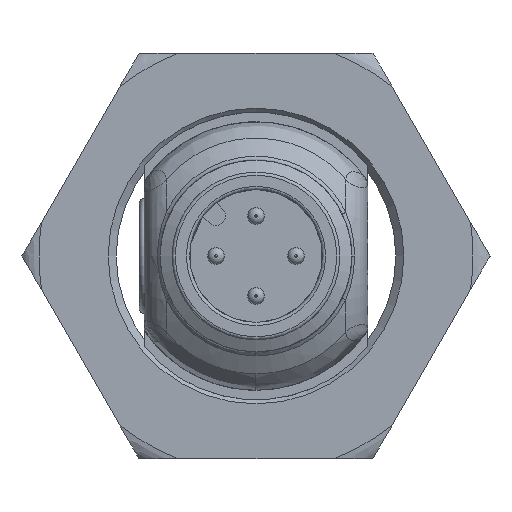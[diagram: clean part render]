
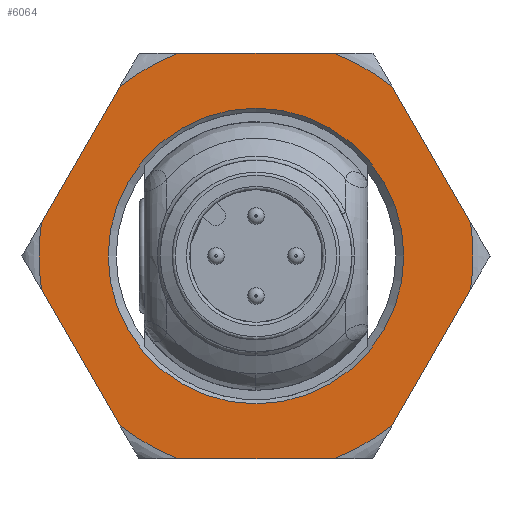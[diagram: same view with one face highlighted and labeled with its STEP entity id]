
A CAD part, left-side view. The second image highlights one B-rep face of the part: STEP entity #6064.
In plain terms, the highlighted planar face has unit normal (-1, 0, 0).
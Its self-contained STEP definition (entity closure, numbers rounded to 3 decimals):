
#136 = CARTESIAN_POINT ( 'NONE',  ( 5.955, 0., 12.68 ) ) ;
#181 = DIRECTION ( 'NONE',  ( 0., 0.5, -0.866 ) ) ;
#184 = CARTESIAN_POINT ( 'NONE',  ( 5.955, -10.981, -6.34 ) ) ;
#210 = CARTESIAN_POINT ( 'NONE',  ( 5.955, 0., 0. ) ) ;
#223 = CARTESIAN_POINT ( 'NONE',  ( 5.955, 0., -12.68 ) ) ;
#682 = VERTEX_POINT ( 'NONE', #6857 ) ;
#709 = DIRECTION ( 'NONE',  ( 0., 1., 0. ) ) ;
#776 = VERTEX_POINT ( 'NONE', #2962 ) ;
#906 = CARTESIAN_POINT ( 'NONE',  ( 5.955, 4.887, 12.68 ) ) ;
#913 = DIRECTION ( 'NONE',  ( -1., 0., 0. ) ) ;
#935 = CARTESIAN_POINT ( 'NONE',  ( 5.955, -10.981, 6.34 ) ) ;
#968 = DIRECTION ( 'NONE',  ( -1., 0., 0. ) ) ;
#1063 = EDGE_CURVE ( 'NONE', #5415, #1777, #4849, .T. ) ;
#1114 = DIRECTION ( 'NONE',  ( 0., -0.5, -0.866 ) ) ;
#1240 = CARTESIAN_POINT ( 'NONE',  ( 5.955, 10.981, 6.34 ) ) ;
#1311 = VERTEX_POINT ( 'NONE', #4003 ) ;
#1424 = EDGE_CURVE ( 'NONE', #4917, #3418, #7187, .T. ) ;
#1465 = VERTEX_POINT ( 'NONE', #7013 ) ;
#1512 = AXIS2_PLACEMENT_3D ( 'NONE', #3272, #5629, #6461 ) ;
#1515 = LINE ( 'NONE', #935, #4852 ) ;
#1633 = EDGE_CURVE ( 'NONE', #1311, #3455, #5722, .T. ) ;
#1699 = ORIENTED_EDGE ( 'NONE', *, *, #6208, .T. ) ;
#1728 = CARTESIAN_POINT ( 'NONE',  ( 5.955, 10.981, -6.34 ) ) ;
#1777 = VERTEX_POINT ( 'NONE', #6552 ) ;
#1783 = PLANE ( 'NONE',  #4431 ) ;
#1912 = ORIENTED_EDGE ( 'NONE', *, *, #1424, .T. ) ;
#1960 = EDGE_CURVE ( 'NONE', #1465, #1311, #1515, .T. ) ;
#2058 = DIRECTION ( 'NONE',  ( -1., 0., 0. ) ) ;
#2156 = VERTEX_POINT ( 'NONE', #4523 ) ;
#2216 = VECTOR ( 'NONE', #6711, 1000. ) ;
#2301 = CARTESIAN_POINT ( 'NONE',  ( 5.955, -8.538, -10.573 ) ) ;
#2356 = EDGE_CURVE ( 'NONE', #776, #2512, #2493, .T. ) ;
#2361 = DIRECTION ( 'NONE',  ( 0., 0., 1. ) ) ;
#2467 = DIRECTION ( 'NONE',  ( 0., -1., 0. ) ) ;
#2472 = ORIENTED_EDGE ( 'NONE', *, *, #7609, .T. ) ;
#2493 = CIRCLE ( 'NONE', #1512, 13.589 ) ;
#2512 = VERTEX_POINT ( 'NONE', #2301 ) ;
#2519 = ORIENTED_EDGE ( 'NONE', *, *, #1063, .T. ) ;
#2564 = DIRECTION ( 'NONE',  ( 1., 0., 0. ) ) ;
#2699 = ORIENTED_EDGE ( 'NONE', *, *, #1633, .T. ) ;
#2726 = CIRCLE ( 'NONE', #4828, 13.589 ) ;
#2785 = AXIS2_PLACEMENT_3D ( 'NONE', #3632, #2058, #3664 ) ;
#2802 = CARTESIAN_POINT ( 'NONE',  ( 5.955, 0., 0. ) ) ;
#2808 = DIRECTION ( 'NONE',  ( 0., 0., 1. ) ) ;
#2896 = EDGE_LOOP ( 'NONE', ( #5416, #1912, #3228, #3141, #2519, #1699, #2472, #5451, #7112, #5466, #4841, #2699 ) ) ;
#2957 = EDGE_CURVE ( 'NONE', #2512, #682, #3782, .T. ) ;
#2962 = CARTESIAN_POINT ( 'NONE',  ( 5.955, -4.887, -12.68 ) ) ;
#3004 = CARTESIAN_POINT ( 'NONE',  ( 5.955, 4.887, -12.68 ) ) ;
#3124 = LINE ( 'NONE', #223, #3655 ) ;
#3141 = ORIENTED_EDGE ( 'NONE', *, *, #5273, .T. ) ;
#3228 = ORIENTED_EDGE ( 'NONE', *, *, #5541, .T. ) ;
#3231 = DIRECTION ( 'NONE',  ( 0., 0., 1. ) ) ;
#3272 = CARTESIAN_POINT ( 'NONE',  ( 5.955, 0., 0. ) ) ;
#3418 = VERTEX_POINT ( 'NONE', #5903 ) ;
#3455 = VERTEX_POINT ( 'NONE', #6407 ) ;
#3496 = DIRECTION ( 'NONE',  ( 0., 0., 1. ) ) ;
#3632 = CARTESIAN_POINT ( 'NONE',  ( 5.955, 0., 0. ) ) ;
#3655 = VECTOR ( 'NONE', #2467, 1000. ) ;
#3656 = LINE ( 'NONE', #136, #6564 ) ;
#3664 = DIRECTION ( 'NONE',  ( 0., 0., 1. ) ) ;
#3702 = VECTOR ( 'NONE', #181, 1000. ) ;
#3782 = LINE ( 'NONE', #184, #2216 ) ;
#3903 = AXIS2_PLACEMENT_3D ( 'NONE', #6297, #913, #3231 ) ;
#3976 = AXIS2_PLACEMENT_3D ( 'NONE', #210, #2564, #4352 ) ;
#4003 = CARTESIAN_POINT ( 'NONE',  ( 5.955, -8.538, 10.573 ) ) ;
#4126 = VECTOR ( 'NONE', #1114, 1000. ) ;
#4134 = AXIS2_PLACEMENT_3D ( 'NONE', #2802, #5782, #4541 ) ;
#4233 = AXIS2_PLACEMENT_3D ( 'NONE', #6846, #968, #3496 ) ;
#4352 = DIRECTION ( 'NONE',  ( 0., 0., -1. ) ) ;
#4431 = AXIS2_PLACEMENT_3D ( 'NONE', #7008, #5243, #2361 ) ;
#4523 = CARTESIAN_POINT ( 'NONE',  ( 5.955, 0., -9.25 ) ) ;
#4541 = DIRECTION ( 'NONE',  ( 0., 0., 1. ) ) ;
#4581 = VERTEX_POINT ( 'NONE', #3004 ) ;
#4670 = CARTESIAN_POINT ( 'NONE',  ( 5.955, 0., 0. ) ) ;
#4709 = CIRCLE ( 'NONE', #3903, 13.589 ) ;
#4828 = AXIS2_PLACEMENT_3D ( 'NONE', #4670, #5291, #2808 ) ;
#4841 = ORIENTED_EDGE ( 'NONE', *, *, #1960, .T. ) ;
#4849 = LINE ( 'NONE', #1728, #4126 ) ;
#4852 = VECTOR ( 'NONE', #6277, 1000. ) ;
#4872 = EDGE_CURVE ( 'NONE', #3455, #4917, #3656, .T. ) ;
#4917 = VERTEX_POINT ( 'NONE', #906 ) ;
#5029 = EDGE_CURVE ( 'NONE', #2156, #2156, #6932, .T. ) ;
#5239 = VERTEX_POINT ( 'NONE', #7565 ) ;
#5243 = DIRECTION ( 'NONE',  ( 1., 0., 0. ) ) ;
#5273 = EDGE_CURVE ( 'NONE', #5239, #5415, #2726, .T. ) ;
#5291 = DIRECTION ( 'NONE',  ( -1., 0., 0. ) ) ;
#5345 = FACE_OUTER_BOUND ( 'NONE', #2896, .T. ) ;
#5415 = VERTEX_POINT ( 'NONE', #6193 ) ;
#5416 = ORIENTED_EDGE ( 'NONE', *, *, #4872, .T. ) ;
#5451 = ORIENTED_EDGE ( 'NONE', *, *, #2356, .T. ) ;
#5466 = ORIENTED_EDGE ( 'NONE', *, *, #5768, .T. ) ;
#5541 = EDGE_CURVE ( 'NONE', #3418, #5239, #6537, .T. ) ;
#5602 = ORIENTED_EDGE ( 'NONE', *, *, #5029, .T. ) ;
#5629 = DIRECTION ( 'NONE',  ( -1., 0., 0. ) ) ;
#5722 = CIRCLE ( 'NONE', #4134, 13.589 ) ;
#5768 = EDGE_CURVE ( 'NONE', #682, #1465, #4709, .T. ) ;
#5782 = DIRECTION ( 'NONE',  ( -1., 0., 0. ) ) ;
#5903 = CARTESIAN_POINT ( 'NONE',  ( 5.955, 8.538, 10.573 ) ) ;
#6064 = ADVANCED_FACE ( 'NONE', ( #6473, #5345 ), #1783, .F. ) ;
#6193 = CARTESIAN_POINT ( 'NONE',  ( 5.955, 13.425, -2.107 ) ) ;
#6208 = EDGE_CURVE ( 'NONE', #1777, #4581, #6987, .T. ) ;
#6277 = DIRECTION ( 'NONE',  ( 0., 0.5, 0.866 ) ) ;
#6297 = CARTESIAN_POINT ( 'NONE',  ( 5.955, 0., 0. ) ) ;
#6407 = CARTESIAN_POINT ( 'NONE',  ( 5.955, -4.887, 12.68 ) ) ;
#6461 = DIRECTION ( 'NONE',  ( 0., 0., 1. ) ) ;
#6473 = FACE_BOUND ( 'NONE', #7305, .T. ) ;
#6537 = LINE ( 'NONE', #1240, #3702 ) ;
#6552 = CARTESIAN_POINT ( 'NONE',  ( 5.955, 8.538, -10.573 ) ) ;
#6564 = VECTOR ( 'NONE', #709, 1000. ) ;
#6711 = DIRECTION ( 'NONE',  ( 0., -0.5, 0.866 ) ) ;
#6846 = CARTESIAN_POINT ( 'NONE',  ( 5.955, 0., 0. ) ) ;
#6857 = CARTESIAN_POINT ( 'NONE',  ( 5.955, -13.425, -2.107 ) ) ;
#6932 = CIRCLE ( 'NONE', #3976, 9.25 ) ;
#6987 = CIRCLE ( 'NONE', #2785, 13.589 ) ;
#7008 = CARTESIAN_POINT ( 'NONE',  ( 5.955, 0., 0. ) ) ;
#7013 = CARTESIAN_POINT ( 'NONE',  ( 5.955, -13.425, 2.107 ) ) ;
#7112 = ORIENTED_EDGE ( 'NONE', *, *, #2957, .T. ) ;
#7187 = CIRCLE ( 'NONE', #4233, 13.589 ) ;
#7305 = EDGE_LOOP ( 'NONE', ( #5602 ) ) ;
#7565 = CARTESIAN_POINT ( 'NONE',  ( 5.955, 13.425, 2.107 ) ) ;
#7609 = EDGE_CURVE ( 'NONE', #4581, #776, #3124, .T. ) ;
